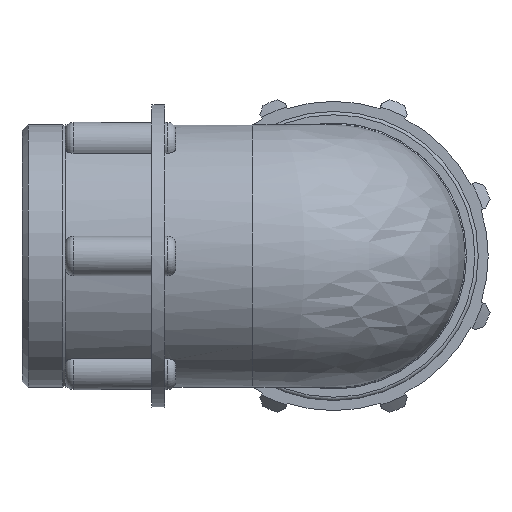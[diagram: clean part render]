
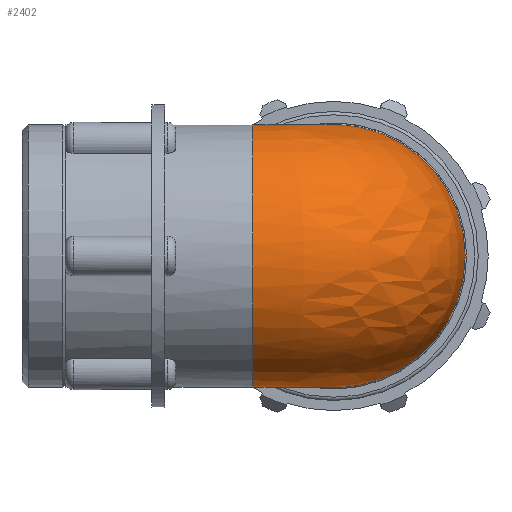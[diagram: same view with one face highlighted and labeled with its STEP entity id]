
A CAD part, left-side view. The second image highlights one B-rep face of the part: STEP entity #2402.
In plain terms, the highlighted free-form (B-spline) face has degree [2, 2] with [7, 3] control points.
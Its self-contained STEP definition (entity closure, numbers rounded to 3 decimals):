
#63=(
BOUNDED_SURFACE()
B_SPLINE_SURFACE(2,2,((#4111,#4112,#4113),(#4114,#4115,#4116),(#4117,#4118,
#4119),(#4120,#4121,#4122),(#4123,#4124,#4125),(#4126,#4127,#4128),(#4129,
#4130,#4131)),.UNSPECIFIED.,.F.,.F.,.F.)
B_SPLINE_SURFACE_WITH_KNOTS((3,2,2,3),(3,3),(-2.234,-0.745,
0.745,2.234),(-3.142,-1.571),
 .UNSPECIFIED.)
GEOMETRIC_REPRESENTATION_ITEM()
RATIONAL_B_SPLINE_SURFACE(((1.,0.707,1.),(0.735,
0.52,0.735),(1.,0.707,1.),(0.735,
0.52,0.735),(1.,0.707,1.),(0.735,
0.52,0.735),(1.,0.707,1.)))
REPRESENTATION_ITEM('')
SURFACE()
);
#498=FACE_OUTER_BOUND('',#639,.T.);
#639=EDGE_LOOP('',(#1771,#1772));
#824=CIRCLE('',#2603,25.319);
#841=CIRCLE('',#2633,25.319);
#1025=VERTEX_POINT('',#4021);
#1026=VERTEX_POINT('',#4023);
#1290=EDGE_CURVE('',#1026,#1025,#824,.T.);
#1312=EDGE_CURVE('',#1026,#1025,#841,.T.);
#1771=ORIENTED_EDGE('',*,*,#1290,.T.);
#1772=ORIENTED_EDGE('',*,*,#1312,.F.);
#2402=ADVANCED_FACE('',(#498),#63,.F.);
#2603=AXIS2_PLACEMENT_3D('',#4024,#3037,#3038);
#2633=AXIS2_PLACEMENT_3D('',#4082,#3097,#3098);
#3037=DIRECTION('center_axis',(0.,-1.,0.));
#3038=DIRECTION('ref_axis',(-1.,0.,0.));
#3097=DIRECTION('center_axis',(1.,0.,0.));
#3098=DIRECTION('ref_axis',(0.,-1.,0.));
#4021=CARTESIAN_POINT('',(15.581,15.581,-19.957));
#4023=CARTESIAN_POINT('',(15.581,15.581,19.957));
#4024=CARTESIAN_POINT('Origin',(0.,15.581,0.));
#4082=CARTESIAN_POINT('Origin',(15.581,0.,0.));
#4111=CARTESIAN_POINT('Ctrl Pts',(15.581,15.581,-19.957));
#4112=CARTESIAN_POINT('Ctrl Pts',(15.581,15.581,-19.957));
#4113=CARTESIAN_POINT('Ctrl Pts',(15.581,15.581,-19.957));
#4114=CARTESIAN_POINT('Ctrl Pts',(-2.809,15.581,-34.314));
#4115=CARTESIAN_POINT('Ctrl Pts',(-2.809,-2.809,-34.314));
#4116=CARTESIAN_POINT('Ctrl Pts',(15.581,-2.809,-34.314));
#4117=CARTESIAN_POINT('Ctrl Pts',(-18.619,15.581,-17.157));
#4118=CARTESIAN_POINT('Ctrl Pts',(-18.619,-18.619,-17.157));
#4119=CARTESIAN_POINT('Ctrl Pts',(15.581,-18.619,-17.157));
#4120=CARTESIAN_POINT('Ctrl Pts',(-34.429,15.581,0.));
#4121=CARTESIAN_POINT('Ctrl Pts',(-34.429,-34.429,0.));
#4122=CARTESIAN_POINT('Ctrl Pts',(15.581,-34.429,0.));
#4123=CARTESIAN_POINT('Ctrl Pts',(-18.619,15.581,17.157));
#4124=CARTESIAN_POINT('Ctrl Pts',(-18.619,-18.619,17.157));
#4125=CARTESIAN_POINT('Ctrl Pts',(15.581,-18.619,17.157));
#4126=CARTESIAN_POINT('Ctrl Pts',(-2.809,15.581,34.314));
#4127=CARTESIAN_POINT('Ctrl Pts',(-2.809,-2.809,34.314));
#4128=CARTESIAN_POINT('Ctrl Pts',(15.581,-2.809,34.314));
#4129=CARTESIAN_POINT('Ctrl Pts',(15.581,15.581,19.957));
#4130=CARTESIAN_POINT('Ctrl Pts',(15.581,15.581,19.957));
#4131=CARTESIAN_POINT('Ctrl Pts',(15.581,15.581,19.957));
